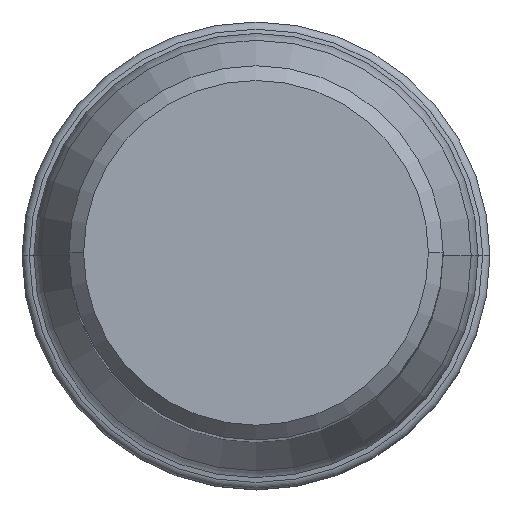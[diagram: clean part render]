
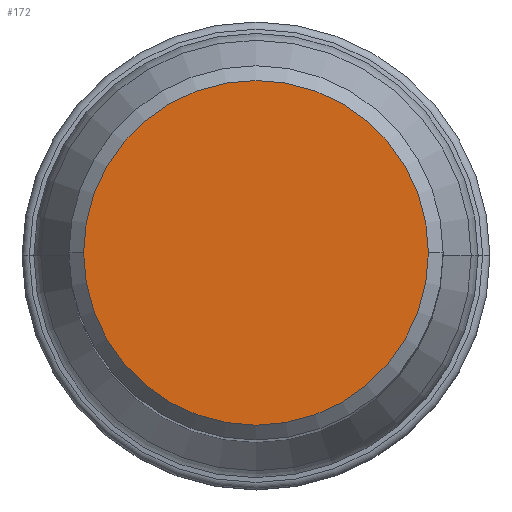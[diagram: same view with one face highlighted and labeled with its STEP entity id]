
A CAD part, top view. The second image highlights one B-rep face of the part: STEP entity #172.
In plain terms, the highlighted planar face has unit normal (0, 0, 1).
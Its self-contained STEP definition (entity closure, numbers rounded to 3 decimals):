
#30=PLANE('',#1312);
#172=ADVANCED_FACE('',(#245),#30,.F.);
#245=FACE_OUTER_BOUND('',#309,.T.);
#309=EDGE_LOOP('',(#565,#566,#567,#568));
#565=ORIENTED_EDGE('',*,*,#830,.T.);
#566=ORIENTED_EDGE('',*,*,#828,.T.);
#567=ORIENTED_EDGE('',*,*,#827,.T.);
#568=ORIENTED_EDGE('',*,*,#831,.T.);
#688=VERTEX_POINT('',#2894);
#689=VERTEX_POINT('',#2896);
#690=VERTEX_POINT('',#2898);
#691=VERTEX_POINT('',#2902);
#827=EDGE_CURVE('',#689,#688,#987,.T.);
#828=EDGE_CURVE('',#690,#689,#988,.T.);
#830=EDGE_CURVE('',#691,#690,#989,.T.);
#831=EDGE_CURVE('',#688,#691,#990,.T.);
#987=CIRCLE('',#1306,11.7);
#988=CIRCLE('',#1307,11.7);
#989=CIRCLE('',#1309,11.7);
#990=CIRCLE('',#1310,11.7);
#1306=AXIS2_PLACEMENT_3D('',#2895,#1633,#1634);
#1307=AXIS2_PLACEMENT_3D('',#2897,#1635,#1636);
#1309=AXIS2_PLACEMENT_3D('',#2901,#1640,#1641);
#1310=AXIS2_PLACEMENT_3D('',#2903,#1642,#1643);
#1312=AXIS2_PLACEMENT_3D('',#2905,#1646,#1647);
#1633=DIRECTION('',(0.,0.,1.));
#1634=DIRECTION('',(0.,-1.,0.));
#1635=DIRECTION('',(0.,0.,1.));
#1636=DIRECTION('',(-1.,0.,0.));
#1640=DIRECTION('',(0.,0.,1.));
#1641=DIRECTION('',(0.,1.,0.));
#1642=DIRECTION('',(0.,0.,1.));
#1643=DIRECTION('',(1.,0.,0.));
#1646=DIRECTION('',(0.,0.,-1.));
#1647=DIRECTION('',(1.,0.,0.));
#2894=CARTESIAN_POINT('',(11.7,0.,0.));
#2895=CARTESIAN_POINT('',(0.,0.,0.));
#2896=CARTESIAN_POINT('',(0.,-11.7,0.));
#2897=CARTESIAN_POINT('',(0.,0.,0.));
#2898=CARTESIAN_POINT('',(-11.7,0.,0.));
#2901=CARTESIAN_POINT('',(0.,0.,0.));
#2902=CARTESIAN_POINT('',(0.,11.7,0.));
#2903=CARTESIAN_POINT('',(0.,0.,0.));
#2905=CARTESIAN_POINT('',(0.,0.,0.));
